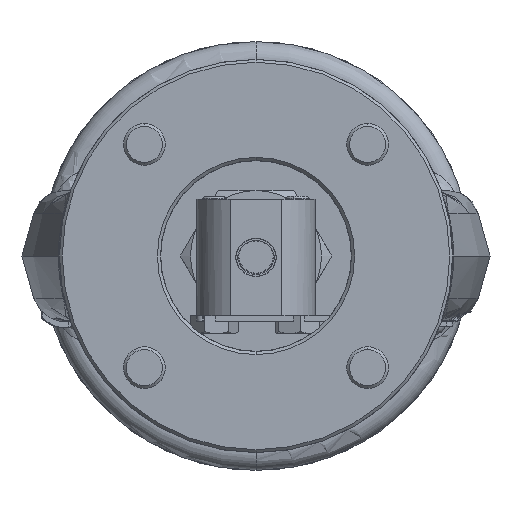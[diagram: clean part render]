
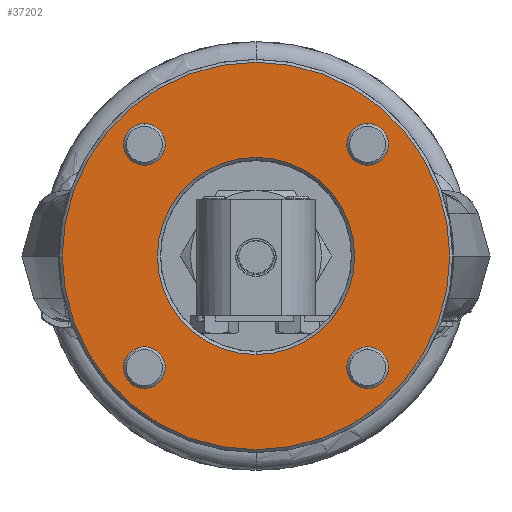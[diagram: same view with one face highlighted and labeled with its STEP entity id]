
A CAD part, front view. The second image highlights one B-rep face of the part: STEP entity #37202.
In plain terms, the highlighted planar face has unit normal (0, -1, 0).
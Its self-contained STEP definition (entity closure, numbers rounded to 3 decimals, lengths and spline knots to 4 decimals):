
#729 = EDGE_LOOP ( 'NONE', ( #13185, #45977 ) ) ;
#980 = DIRECTION ( 'NONE',  ( 0., -1., 0. ) ) ;
#1649 = ORIENTED_EDGE ( 'NONE', *, *, #27560, .F. ) ;
#1834 = CIRCLE ( 'NONE', #54429, 1.034 ) ;
#2090 = EDGE_LOOP ( 'NONE', ( #36725, #1649 ) ) ;
#2149 = CIRCLE ( 'NONE', #23064, 0.2187 ) ;
#2168 = EDGE_CURVE ( 'NONE', #35695, #29251, #1834, .T. ) ;
#3280 = CARTESIAN_POINT ( 'NONE',  ( -1.1711, 0.1344, 1.1711 ) ) ;
#3629 = AXIS2_PLACEMENT_3D ( 'NONE', #57416, #44176, #14098 ) ;
#3833 = AXIS2_PLACEMENT_3D ( 'NONE', #10598, #980, #15118 ) ;
#4531 = CIRCLE ( 'NONE', #27000, 2.0325 ) ;
#5251 = EDGE_LOOP ( 'NONE', ( #53758, #32321 ) ) ;
#5478 = CARTESIAN_POINT ( 'NONE',  ( 1.1711, 0.1344, 1.3899 ) ) ;
#5487 = CIRCLE ( 'NONE', #38742, 2.0325 ) ;
#6007 = CIRCLE ( 'NONE', #19309, 0.2187 ) ;
#7378 = DIRECTION ( 'NONE',  ( 0., 0., 1. ) ) ;
#7574 = VERTEX_POINT ( 'NONE', #40245 ) ;
#8186 = CARTESIAN_POINT ( 'NONE',  ( 0., 0.1344, 2.0325 ) ) ;
#8404 = VERTEX_POINT ( 'NONE', #25349 ) ;
#8432 = AXIS2_PLACEMENT_3D ( 'NONE', #55966, #29042, #42333 ) ;
#8534 = ORIENTED_EDGE ( 'NONE', *, *, #31743, .F. ) ;
#9225 = CARTESIAN_POINT ( 'NONE',  ( 1.1711, 0.1344, -1.3899 ) ) ;
#9286 = EDGE_CURVE ( 'NONE', #51881, #7574, #6007, .T. ) ;
#9559 = AXIS2_PLACEMENT_3D ( 'NONE', #53478, #30822, #53098 ) ;
#9741 = VERTEX_POINT ( 'NONE', #51206 ) ;
#10598 = CARTESIAN_POINT ( 'NONE',  ( 1.1711, 0.1344, -1.1711 ) ) ;
#13013 = FACE_BOUND ( 'NONE', #13349, .T. ) ;
#13185 = ORIENTED_EDGE ( 'NONE', *, *, #36728, .F. ) ;
#13349 = EDGE_LOOP ( 'NONE', ( #8534, #38847 ) ) ;
#13850 = CIRCLE ( 'NONE', #37794, 0.2187 ) ;
#13855 = CARTESIAN_POINT ( 'NONE',  ( -1.1711, 0.1344, 1.1711 ) ) ;
#14098 = DIRECTION ( 'NONE',  ( 0., 0., 1. ) ) ;
#14345 = DIRECTION ( 'NONE',  ( 0., -1., 0. ) ) ;
#15118 = DIRECTION ( 'NONE',  ( 0., 0., 1. ) ) ;
#15142 = CARTESIAN_POINT ( 'NONE',  ( -1.1711, 0.1344, 1.3899 ) ) ;
#16872 = EDGE_LOOP ( 'NONE', ( #45811, #35754 ) ) ;
#17276 = VERTEX_POINT ( 'NONE', #56390 ) ;
#17787 = CARTESIAN_POINT ( 'NONE',  ( -1.1711, 0.1344, 0.9524 ) ) ;
#18518 = DIRECTION ( 'NONE',  ( 0., 0., 1. ) ) ;
#19287 = CIRCLE ( 'NONE', #19372, 0.2187 ) ;
#19309 = AXIS2_PLACEMENT_3D ( 'NONE', #30540, #31117, #26203 ) ;
#19372 = AXIS2_PLACEMENT_3D ( 'NONE', #28302, #50378, #45498 ) ;
#20767 = ORIENTED_EDGE ( 'NONE', *, *, #30469, .F. ) ;
#20802 = DIRECTION ( 'NONE',  ( 0., -1., 0. ) ) ;
#21532 = CIRCLE ( 'NONE', #3629, 0.2187 ) ;
#22416 = VERTEX_POINT ( 'NONE', #15142 ) ;
#22695 = VERTEX_POINT ( 'NONE', #8186 ) ;
#23064 = AXIS2_PLACEMENT_3D ( 'NONE', #52276, #34314, #42531 ) ;
#24067 = CARTESIAN_POINT ( 'NONE',  ( 1.1711, 0.1344, 1.1711 ) ) ;
#24689 = PLANE ( 'NONE',  #8432 ) ;
#24718 = DIRECTION ( 'NONE',  ( 0., 0., -1. ) ) ;
#24868 = FACE_BOUND ( 'NONE', #729, .T. ) ;
#25349 = CARTESIAN_POINT ( 'NONE',  ( 1.1711, 0.1344, -0.9524 ) ) ;
#25654 = DIRECTION ( 'NONE',  ( 0., 0., 1. ) ) ;
#25730 = EDGE_CURVE ( 'NONE', #35239, #22695, #4531, .T. ) ;
#26051 = DIRECTION ( 'NONE',  ( 0., -1., 0. ) ) ;
#26203 = DIRECTION ( 'NONE',  ( 0., 0., 1. ) ) ;
#27000 = AXIS2_PLACEMENT_3D ( 'NONE', #48708, #26051, #25654 ) ;
#27560 = EDGE_CURVE ( 'NONE', #7574, #51881, #54133, .T. ) ;
#28302 = CARTESIAN_POINT ( 'NONE',  ( 1.1711, 0.1344, -1.1711 ) ) ;
#28785 = EDGE_CURVE ( 'NONE', #41243, #8404, #55487, .T. ) ;
#29042 = DIRECTION ( 'NONE',  ( 0., 1., 0. ) ) ;
#29251 = VERTEX_POINT ( 'NONE', #53768 ) ;
#30240 = VERTEX_POINT ( 'NONE', #17787 ) ;
#30469 = EDGE_CURVE ( 'NONE', #9741, #17276, #2149, .T. ) ;
#30540 = CARTESIAN_POINT ( 'NONE',  ( 1.1711, 0.1344, 1.1711 ) ) ;
#30822 = DIRECTION ( 'NONE',  ( 0., -1., 0. ) ) ;
#31117 = DIRECTION ( 'NONE',  ( 0., -1., 0. ) ) ;
#31743 = EDGE_CURVE ( 'NONE', #22416, #30240, #51712, .T. ) ;
#32321 = ORIENTED_EDGE ( 'NONE', *, *, #35879, .F. ) ;
#34314 = DIRECTION ( 'NONE',  ( 0., -1., 0. ) ) ;
#35239 = VERTEX_POINT ( 'NONE', #41169 ) ;
#35695 = VERTEX_POINT ( 'NONE', #46290 ) ;
#35754 = ORIENTED_EDGE ( 'NONE', *, *, #25730, .T. ) ;
#35879 = EDGE_CURVE ( 'NONE', #29251, #35695, #47332, .T. ) ;
#36725 = ORIENTED_EDGE ( 'NONE', *, *, #9286, .F. ) ;
#36728 = EDGE_CURVE ( 'NONE', #8404, #41243, #19287, .T. ) ;
#37202 = ADVANCED_FACE ( 'NONE', ( #24868, #55635, #13013, #57705, #57654, #50018 ), #24689, .F. ) ;
#37794 = AXIS2_PLACEMENT_3D ( 'NONE', #3280, #56848, #7378 ) ;
#38437 = CARTESIAN_POINT ( 'NONE',  ( 0., 0.1344, 0. ) ) ;
#38742 = AXIS2_PLACEMENT_3D ( 'NONE', #50301, #14345, #44431 ) ;
#38847 = ORIENTED_EDGE ( 'NONE', *, *, #47774, .F. ) ;
#39449 = ORIENTED_EDGE ( 'NONE', *, *, #47927, .F. ) ;
#40245 = CARTESIAN_POINT ( 'NONE',  ( 1.1711, 0.1344, 0.9524 ) ) ;
#41169 = CARTESIAN_POINT ( 'NONE',  ( 0., 0.1344, -2.0325 ) ) ;
#41243 = VERTEX_POINT ( 'NONE', #9225 ) ;
#42333 = DIRECTION ( 'NONE',  ( 0., 0., 1. ) ) ;
#42531 = DIRECTION ( 'NONE',  ( 0., 0., 1. ) ) ;
#42791 = EDGE_LOOP ( 'NONE', ( #20767, #39449 ) ) ;
#43488 = EDGE_CURVE ( 'NONE', #22695, #35239, #5487, .T. ) ;
#43727 = AXIS2_PLACEMENT_3D ( 'NONE', #13855, #49610, #18518 ) ;
#44176 = DIRECTION ( 'NONE',  ( 0., -1., 0. ) ) ;
#44431 = DIRECTION ( 'NONE',  ( 0., 0., 1. ) ) ;
#45498 = DIRECTION ( 'NONE',  ( 0., 0., 1. ) ) ;
#45811 = ORIENTED_EDGE ( 'NONE', *, *, #43488, .T. ) ;
#45977 = ORIENTED_EDGE ( 'NONE', *, *, #28785, .F. ) ;
#46290 = CARTESIAN_POINT ( 'NONE',  ( 0., 0.1344, -1.034 ) ) ;
#47332 = CIRCLE ( 'NONE', #9559, 1.034 ) ;
#47774 = EDGE_CURVE ( 'NONE', #30240, #22416, #13850, .T. ) ;
#47927 = EDGE_CURVE ( 'NONE', #17276, #9741, #21532, .T. ) ;
#48396 = AXIS2_PLACEMENT_3D ( 'NONE', #24067, #50274, #50473 ) ;
#48708 = CARTESIAN_POINT ( 'NONE',  ( 0., 0.1344, 0. ) ) ;
#49610 = DIRECTION ( 'NONE',  ( 0., -1., 0. ) ) ;
#50018 = FACE_OUTER_BOUND ( 'NONE', #16872, .T. ) ;
#50274 = DIRECTION ( 'NONE',  ( 0., -1., 0. ) ) ;
#50301 = CARTESIAN_POINT ( 'NONE',  ( 0., 0.1344, 0. ) ) ;
#50378 = DIRECTION ( 'NONE',  ( 0., -1., 0. ) ) ;
#50473 = DIRECTION ( 'NONE',  ( 0., 0., 1. ) ) ;
#51206 = CARTESIAN_POINT ( 'NONE',  ( -1.2908, 0.1344, -0.988 ) ) ;
#51712 = CIRCLE ( 'NONE', #43727, 0.2187 ) ;
#51881 = VERTEX_POINT ( 'NONE', #5478 ) ;
#52276 = CARTESIAN_POINT ( 'NONE',  ( -1.1711, 0.1344, -1.1711 ) ) ;
#53098 = DIRECTION ( 'NONE',  ( 0., 0., -1. ) ) ;
#53478 = CARTESIAN_POINT ( 'NONE',  ( 0., 0.1344, 0. ) ) ;
#53758 = ORIENTED_EDGE ( 'NONE', *, *, #2168, .F. ) ;
#53768 = CARTESIAN_POINT ( 'NONE',  ( 0., 0.1344, 1.034 ) ) ;
#54133 = CIRCLE ( 'NONE', #48396, 0.2187 ) ;
#54429 = AXIS2_PLACEMENT_3D ( 'NONE', #38437, #20802, #24718 ) ;
#55487 = CIRCLE ( 'NONE', #3833, 0.2187 ) ;
#55635 = FACE_BOUND ( 'NONE', #42791, .T. ) ;
#55966 = CARTESIAN_POINT ( 'NONE',  ( 1.034, 0.1344, 0. ) ) ;
#56390 = CARTESIAN_POINT ( 'NONE',  ( -1.0515, 0.1344, -1.3543 ) ) ;
#56848 = DIRECTION ( 'NONE',  ( 0., -1., 0. ) ) ;
#57416 = CARTESIAN_POINT ( 'NONE',  ( -1.1711, 0.1344, -1.1711 ) ) ;
#57654 = FACE_BOUND ( 'NONE', #5251, .T. ) ;
#57705 = FACE_BOUND ( 'NONE', #2090, .T. ) ;
